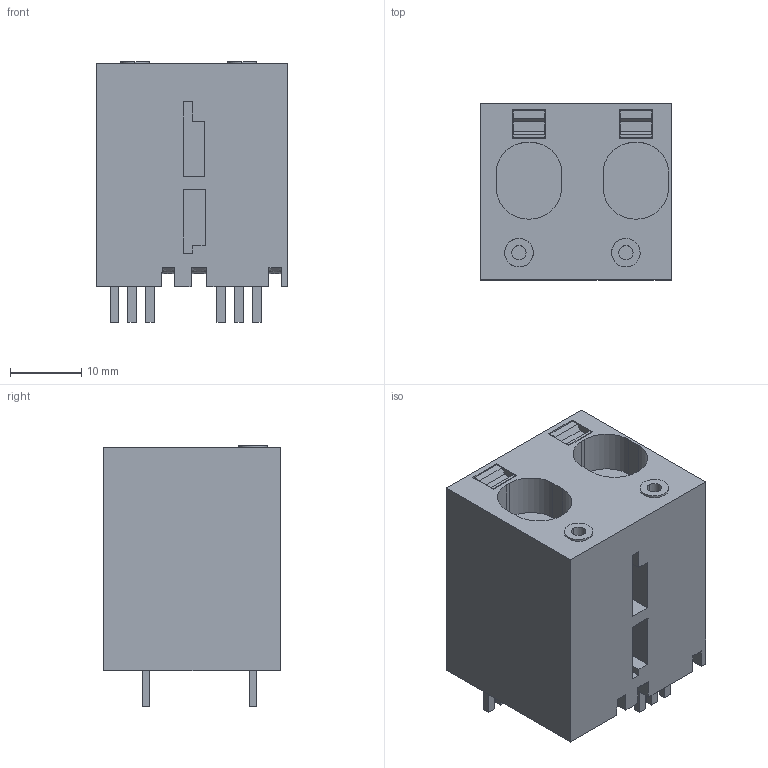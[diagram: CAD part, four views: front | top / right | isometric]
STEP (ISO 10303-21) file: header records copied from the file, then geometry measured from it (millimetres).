
FILE_DESCRIPTION(('CATIA V5 STEP Exchange','CAx-IF Rec.Pracs.--- Model Styling and Organization---1.2---2011-12-15'),'2;1');
FILE_NAME ('D1462829_0_2491820000_2491820000.stp','2018-03-29T09:37:56+00:00',('none'),('Weidmueller'),'CATIA Version 5-6 Release 2014','CATIA V5 STEP AP214','none');
FILE_SCHEMA(('AUTOMOTIVE_DESIGN { 1 0 10303 214 1 1 1 1 }'));
Length unit declared in the file: millimetre
Products named in the file (1): 2491820000
Bounding box: 26.8 x 24.7 x 36.6 mm (x, y, z)
Volume: 17438.1 mm3; surface area: 7671.4 mm2
Topology: 5 solids, 5 shells, 209 faces, 565 edges, 378 vertices
Faces by surface type: plane 168, extrusion 21, cylinder 20
Entity records: 7030 total; most frequent: CARTESIAN_POINT 1763, ORIENTED_EDGE 1130, DIRECTION 852, EDGE_CURVE 565, VECTOR 504, LINE 483, VERTEX_POINT 378, EDGE_LOOP 221
